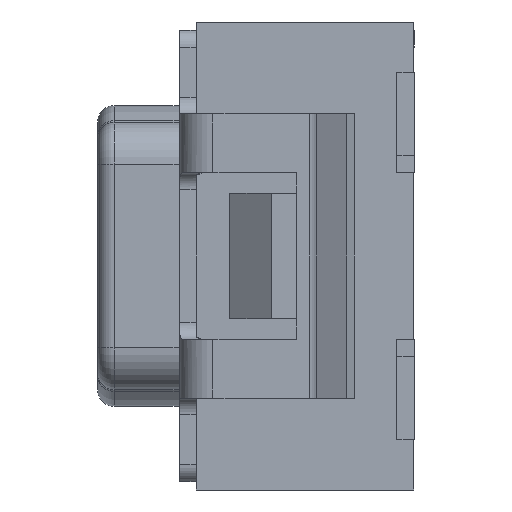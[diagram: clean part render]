
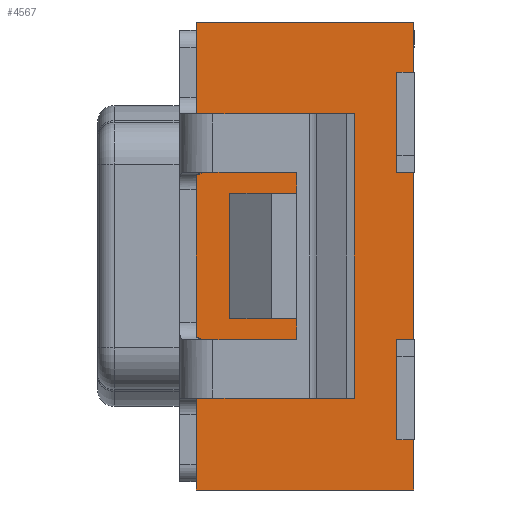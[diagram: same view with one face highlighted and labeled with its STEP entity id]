
A CAD part, left-side view. The second image highlights one B-rep face of the part: STEP entity #4567.
In plain terms, the highlighted planar face has unit normal (-1, 0, 0).
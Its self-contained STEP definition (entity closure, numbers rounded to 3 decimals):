
#51=FACE_BOUND('',#630,.T.);
#205=PLANE('',#4858);
#377=FACE_OUTER_BOUND('',#629,.T.);
#629=EDGE_LOOP('',(#3389,#3390,#3391,#3392,#3393,#3394,#3395,#3396,#3397,
#3398,#3399,#3400,#3401,#3402,#3403,#3404,#3405,#3406,#3407,#3408));
#630=EDGE_LOOP('',(#3409,#3410,#3411,#3412));
#915=LINE('',#6672,#1423);
#917=LINE('',#6676,#1425);
#920=LINE('',#6683,#1428);
#923=LINE('',#6688,#1431);
#928=LINE('',#6707,#1436);
#932=LINE('',#6714,#1440);
#945=LINE('',#6738,#1453);
#993=LINE('',#6895,#1501);
#994=LINE('',#6897,#1502);
#995=LINE('',#6899,#1503);
#996=LINE('',#6901,#1504);
#997=LINE('',#6903,#1505);
#998=LINE('',#6905,#1506);
#999=LINE('',#6906,#1507);
#1000=LINE('',#6908,#1508);
#1001=LINE('',#6910,#1509);
#1002=LINE('',#6911,#1510);
#1003=LINE('',#6913,#1511);
#1004=LINE('',#6915,#1512);
#1005=LINE('',#6916,#1513);
#1006=LINE('',#6919,#1514);
#1007=LINE('',#6921,#1515);
#1008=LINE('',#6923,#1516);
#1009=LINE('',#6924,#1517);
#1423=VECTOR('',#5332,1000.);
#1425=VECTOR('',#5336,1000.);
#1428=VECTOR('',#5343,1000.);
#1431=VECTOR('',#5348,1000.);
#1436=VECTOR('',#5365,1000.);
#1440=VECTOR('',#5369,1000.);
#1453=VECTOR('',#5382,1000.);
#1501=VECTOR('',#5496,1000.);
#1502=VECTOR('',#5497,1000.);
#1503=VECTOR('',#5498,1000.);
#1504=VECTOR('',#5499,1000.);
#1505=VECTOR('',#5500,1000.);
#1506=VECTOR('',#5501,1000.);
#1507=VECTOR('',#5502,1000.);
#1508=VECTOR('',#5503,1000.);
#1509=VECTOR('',#5504,1000.);
#1510=VECTOR('',#5505,1000.);
#1511=VECTOR('',#5506,1000.);
#1512=VECTOR('',#5507,1000.);
#1513=VECTOR('',#5508,1000.);
#1514=VECTOR('',#5509,1000.);
#1515=VECTOR('',#5510,1000.);
#1516=VECTOR('',#5511,1000.);
#1517=VECTOR('',#5512,1000.);
#2066=VERTEX_POINT('',#6662);
#2070=VERTEX_POINT('',#6670);
#2071=VERTEX_POINT('',#6674);
#2072=VERTEX_POINT('',#6681);
#2073=VERTEX_POINT('',#6682);
#2074=VERTEX_POINT('',#6687);
#2081=VERTEX_POINT('',#6705);
#2082=VERTEX_POINT('',#6706);
#2085=VERTEX_POINT('',#6712);
#2096=VERTEX_POINT('',#6737);
#2146=VERTEX_POINT('',#6894);
#2147=VERTEX_POINT('',#6896);
#2148=VERTEX_POINT('',#6898);
#2149=VERTEX_POINT('',#6900);
#2150=VERTEX_POINT('',#6902);
#2151=VERTEX_POINT('',#6904);
#2152=VERTEX_POINT('',#6907);
#2153=VERTEX_POINT('',#6909);
#2154=VERTEX_POINT('',#6912);
#2155=VERTEX_POINT('',#6914);
#2156=VERTEX_POINT('',#6917);
#2157=VERTEX_POINT('',#6918);
#2158=VERTEX_POINT('',#6920);
#2159=VERTEX_POINT('',#6922);
#2521=EDGE_CURVE('',#2066,#2070,#915,.T.);
#2523=EDGE_CURVE('',#2066,#2071,#917,.T.);
#2526=EDGE_CURVE('',#2072,#2073,#920,.T.);
#2529=EDGE_CURVE('',#2073,#2074,#923,.T.);
#2538=EDGE_CURVE('',#2081,#2082,#928,.T.);
#2542=EDGE_CURVE('',#2072,#2085,#932,.T.);
#2555=EDGE_CURVE('',#2096,#2071,#945,.T.);
#2623=EDGE_CURVE('',#2070,#2146,#993,.T.);
#2624=EDGE_CURVE('',#2146,#2147,#994,.T.);
#2625=EDGE_CURVE('',#2147,#2148,#995,.T.);
#2626=EDGE_CURVE('',#2148,#2149,#996,.T.);
#2627=EDGE_CURVE('',#2149,#2150,#997,.T.);
#2628=EDGE_CURVE('',#2150,#2151,#998,.T.);
#2629=EDGE_CURVE('',#2151,#2074,#999,.T.);
#2630=EDGE_CURVE('',#2085,#2152,#1000,.T.);
#2631=EDGE_CURVE('',#2152,#2153,#1001,.T.);
#2632=EDGE_CURVE('',#2153,#2081,#1002,.T.);
#2633=EDGE_CURVE('',#2082,#2154,#1003,.T.);
#2634=EDGE_CURVE('',#2154,#2155,#1004,.T.);
#2635=EDGE_CURVE('',#2155,#2096,#1005,.T.);
#2636=EDGE_CURVE('',#2156,#2157,#1006,.T.);
#2637=EDGE_CURVE('',#2157,#2158,#1007,.T.);
#2638=EDGE_CURVE('',#2158,#2159,#1008,.T.);
#2639=EDGE_CURVE('',#2159,#2156,#1009,.T.);
#3389=ORIENTED_EDGE('',*,*,#2523,.F.);
#3390=ORIENTED_EDGE('',*,*,#2521,.T.);
#3391=ORIENTED_EDGE('',*,*,#2623,.T.);
#3392=ORIENTED_EDGE('',*,*,#2624,.T.);
#3393=ORIENTED_EDGE('',*,*,#2625,.T.);
#3394=ORIENTED_EDGE('',*,*,#2626,.T.);
#3395=ORIENTED_EDGE('',*,*,#2627,.T.);
#3396=ORIENTED_EDGE('',*,*,#2628,.T.);
#3397=ORIENTED_EDGE('',*,*,#2629,.T.);
#3398=ORIENTED_EDGE('',*,*,#2529,.F.);
#3399=ORIENTED_EDGE('',*,*,#2526,.F.);
#3400=ORIENTED_EDGE('',*,*,#2542,.T.);
#3401=ORIENTED_EDGE('',*,*,#2630,.T.);
#3402=ORIENTED_EDGE('',*,*,#2631,.T.);
#3403=ORIENTED_EDGE('',*,*,#2632,.T.);
#3404=ORIENTED_EDGE('',*,*,#2538,.T.);
#3405=ORIENTED_EDGE('',*,*,#2633,.T.);
#3406=ORIENTED_EDGE('',*,*,#2634,.T.);
#3407=ORIENTED_EDGE('',*,*,#2635,.T.);
#3408=ORIENTED_EDGE('',*,*,#2555,.T.);
#3409=ORIENTED_EDGE('',*,*,#2636,.T.);
#3410=ORIENTED_EDGE('',*,*,#2637,.T.);
#3411=ORIENTED_EDGE('',*,*,#2638,.T.);
#3412=ORIENTED_EDGE('',*,*,#2639,.T.);
#4567=ADVANCED_FACE('',(#377,#51),#205,.T.);
#4858=AXIS2_PLACEMENT_3D('',#6893,#5494,#5495);
#5332=DIRECTION('',(0.,1.,0.));
#5336=DIRECTION('',(0.,0.,-1.));
#5343=DIRECTION('',(0.,0.,1.));
#5348=DIRECTION('',(0.,-1.,0.));
#5365=DIRECTION('',(0.,-1.,0.));
#5369=DIRECTION('',(0.,-1.,0.));
#5382=DIRECTION('',(0.,-1.,0.));
#5494=DIRECTION('center_axis',(-1.,0.,0.));
#5495=DIRECTION('ref_axis',(0.,0.,1.));
#5496=DIRECTION('',(0.,0.,-1.));
#5497=DIRECTION('',(0.,1.,0.));
#5498=DIRECTION('',(0.,0.,1.));
#5499=DIRECTION('',(0.,1.,0.));
#5500=DIRECTION('',(0.,0.,-1.));
#5501=DIRECTION('',(0.,1.,0.));
#5502=DIRECTION('',(0.,0.,1.));
#5503=DIRECTION('',(0.,0.,1.));
#5504=DIRECTION('',(0.,-1.,0.));
#5505=DIRECTION('',(0.,0.,-1.));
#5506=DIRECTION('',(0.,0.,1.));
#5507=DIRECTION('',(0.,-1.,0.));
#5508=DIRECTION('',(0.,0.,-1.));
#5509=DIRECTION('',(0.,0.,1.));
#5510=DIRECTION('',(0.,-1.,0.));
#5511=DIRECTION('',(0.,0.,-1.));
#5512=DIRECTION('',(0.,1.,0.));
#6662=CARTESIAN_POINT('',(-1.85,-1.4,1.3));
#6670=CARTESIAN_POINT('',(-1.85,-0.85,1.3));
#6672=CARTESIAN_POINT('',(-1.85,-1.4,1.3));
#6674=CARTESIAN_POINT('',(-1.85,-1.4,0.));
#6676=CARTESIAN_POINT('',(-1.85,-1.4,0.));
#6681=CARTESIAN_POINT('',(-1.85,1.4,0.));
#6682=CARTESIAN_POINT('',(-1.85,1.4,1.3));
#6683=CARTESIAN_POINT('',(-1.85,1.4,0.));
#6687=CARTESIAN_POINT('',(-1.85,0.85,1.3));
#6688=CARTESIAN_POINT('',(-1.85,0.,1.3));
#6705=CARTESIAN_POINT('',(-1.85,0.5,0.));
#6706=CARTESIAN_POINT('',(-1.85,-0.5,0.));
#6707=CARTESIAN_POINT('',(-1.85,0.,0.));
#6712=CARTESIAN_POINT('',(-1.85,1.1,0.));
#6714=CARTESIAN_POINT('',(-1.85,0.,0.));
#6737=CARTESIAN_POINT('',(-1.85,-1.1,0.));
#6738=CARTESIAN_POINT('',(-1.85,0.,0.));
#6893=CARTESIAN_POINT('Origin',(-1.85,-1.4,0.));
#6894=CARTESIAN_POINT('',(-1.85,-0.85,1.287));
#6895=CARTESIAN_POINT('',(-1.85,-0.85,0.));
#6896=CARTESIAN_POINT('',(-1.85,-0.487,1.287));
#6897=CARTESIAN_POINT('',(-1.85,-1.4,1.287));
#6898=CARTESIAN_POINT('',(-1.85,-0.487,1.3));
#6899=CARTESIAN_POINT('',(-1.85,-0.487,0.));
#6900=CARTESIAN_POINT('',(-1.85,0.487,1.3));
#6901=CARTESIAN_POINT('',(-1.85,-1.4,1.3));
#6902=CARTESIAN_POINT('',(-1.85,0.487,1.287));
#6903=CARTESIAN_POINT('',(-1.85,0.487,0.));
#6904=CARTESIAN_POINT('',(-1.85,0.85,1.287));
#6905=CARTESIAN_POINT('',(-1.85,-1.4,1.287));
#6906=CARTESIAN_POINT('',(-1.85,0.85,0.));
#6907=CARTESIAN_POINT('',(-1.85,1.1,0.1));
#6908=CARTESIAN_POINT('',(-1.85,1.1,0.));
#6909=CARTESIAN_POINT('',(-1.85,0.5,0.1));
#6910=CARTESIAN_POINT('',(-1.85,-1.4,0.1));
#6911=CARTESIAN_POINT('',(-1.85,0.5,0.));
#6912=CARTESIAN_POINT('',(-1.85,-0.5,0.1));
#6913=CARTESIAN_POINT('',(-1.85,-0.5,0.));
#6914=CARTESIAN_POINT('',(-1.85,-1.1,0.1));
#6915=CARTESIAN_POINT('',(-1.85,-1.4,0.1));
#6916=CARTESIAN_POINT('',(-1.85,-1.1,0.));
#6917=CARTESIAN_POINT('',(-1.85,0.375,0.7));
#6918=CARTESIAN_POINT('',(-1.85,0.375,1.1));
#6919=CARTESIAN_POINT('',(-1.85,0.375,0.));
#6920=CARTESIAN_POINT('',(-1.85,-0.375,1.1));
#6921=CARTESIAN_POINT('',(-1.85,-1.4,1.1));
#6922=CARTESIAN_POINT('',(-1.85,-0.375,0.7));
#6923=CARTESIAN_POINT('',(-1.85,-0.375,0.));
#6924=CARTESIAN_POINT('',(-1.85,-1.4,0.7));
